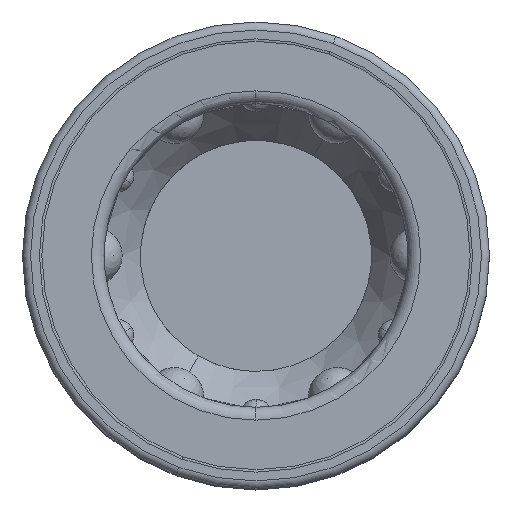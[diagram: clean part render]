
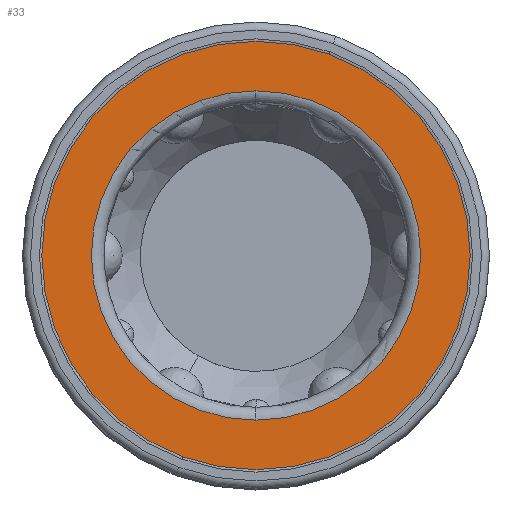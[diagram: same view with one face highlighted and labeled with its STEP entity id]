
A CAD part, top view. The second image highlights one B-rep face of the part: STEP entity #33.
In plain terms, the highlighted planar face has unit normal (0, 0, 1).
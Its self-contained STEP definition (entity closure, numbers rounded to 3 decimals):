
#33 = ADVANCED_FACE ( 'NONE', ( #2865, #26650 ), #15178, .T. ) ;
#60 = CARTESIAN_POINT ( 'NONE',  ( 0., -100., 82.8 ) ) ;
#661 = EDGE_CURVE ( 'NONE', #5431, #4149, #13056, .T. ) ;
#1337 = CARTESIAN_POINT ( 'NONE',  ( -8.549, -89.812, 82.8 ) ) ;
#1523 = AXIS2_PLACEMENT_3D ( 'NONE', #9806, #14274, #2706 ) ;
#2008 = DIRECTION ( 'NONE',  ( 0., 0., 1. ) ) ;
#2570 = ORIENTED_EDGE ( 'NONE', *, *, #4623, .T. ) ;
#2706 = DIRECTION ( 'NONE',  ( 0., 1., 0. ) ) ;
#2865 = FACE_OUTER_BOUND ( 'NONE', #11057, .T. ) ;
#3322 = VERTEX_POINT ( 'NONE', #7111 ) ;
#3362 = VERTEX_POINT ( 'NONE', #11557 ) ;
#3939 = CARTESIAN_POINT ( 'NONE',  ( 0., -100., 82.8 ) ) ;
#4149 = VERTEX_POINT ( 'NONE', #28829 ) ;
#4404 = ORIENTED_EDGE ( 'NONE', *, *, #8144, .T. ) ;
#4623 = EDGE_CURVE ( 'NONE', #3322, #3362, #7303, .T. ) ;
#5160 = CARTESIAN_POINT ( 'NONE',  ( 0., -100., 82.8 ) ) ;
#5431 = VERTEX_POINT ( 'NONE', #1337 ) ;
#6106 = DIRECTION ( 'NONE',  ( 0.996, -0.087, 0. ) ) ;
#6119 = ORIENTED_EDGE ( 'NONE', *, *, #661, .T. ) ;
#7111 = CARTESIAN_POINT ( 'NONE',  ( 0., -110.225, 82.8 ) ) ;
#7303 = CIRCLE ( 'NONE', #20099, 10.225 ) ;
#7491 = DIRECTION ( 'NONE',  ( 0., 1., 0. ) ) ;
#7784 = DIRECTION ( 'NONE',  ( 0., 0., 1. ) ) ;
#8144 = EDGE_CURVE ( 'NONE', #3362, #3322, #23210, .T. ) ;
#9806 = CARTESIAN_POINT ( 'NONE',  ( 0., -100., 82.8 ) ) ;
#10629 = EDGE_CURVE ( 'NONE', #4149, #5431, #14046, .T. ) ;
#11057 = EDGE_LOOP ( 'NONE', ( #6119, #28220 ) ) ;
#11280 = CARTESIAN_POINT ( 'NONE',  ( 0., -100., 82.8 ) ) ;
#11506 = AXIS2_PLACEMENT_3D ( 'NONE', #3939, #30088, #6106 ) ;
#11557 = CARTESIAN_POINT ( 'NONE',  ( 0., -89.775, 82.8 ) ) ;
#13056 = CIRCLE ( 'NONE', #29397, 13.3 ) ;
#14046 = CIRCLE ( 'NONE', #17489, 13.3 ) ;
#14274 = DIRECTION ( 'NONE',  ( 0., 0., -1. ) ) ;
#15178 = PLANE ( 'NONE',  #11506 ) ;
#16725 = DIRECTION ( 'NONE',  ( 0., 0., -1. ) ) ;
#17159 = DIRECTION ( 'NONE',  ( 1., 0., 0. ) ) ;
#17489 = AXIS2_PLACEMENT_3D ( 'NONE', #11280, #2008, #25349 ) ;
#20099 = AXIS2_PLACEMENT_3D ( 'NONE', #60, #16725, #7491 ) ;
#23210 = CIRCLE ( 'NONE', #1523, 10.225 ) ;
#25349 = DIRECTION ( 'NONE',  ( 1., 0., 0. ) ) ;
#26650 = FACE_BOUND ( 'NONE', #30290, .T. ) ;
#28220 = ORIENTED_EDGE ( 'NONE', *, *, #10629, .T. ) ;
#28829 = CARTESIAN_POINT ( 'NONE',  ( 8.549, -110.188, 82.8 ) ) ;
#29397 = AXIS2_PLACEMENT_3D ( 'NONE', #5160, #7784, #17159 ) ;
#30088 = DIRECTION ( 'NONE',  ( 0., 0., 1. ) ) ;
#30290 = EDGE_LOOP ( 'NONE', ( #4404, #2570 ) ) ;
